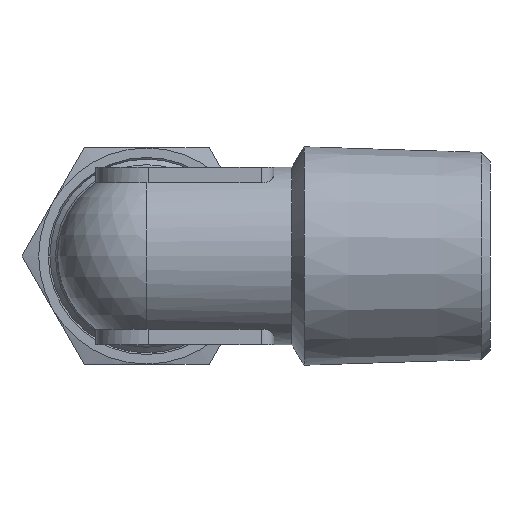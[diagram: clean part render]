
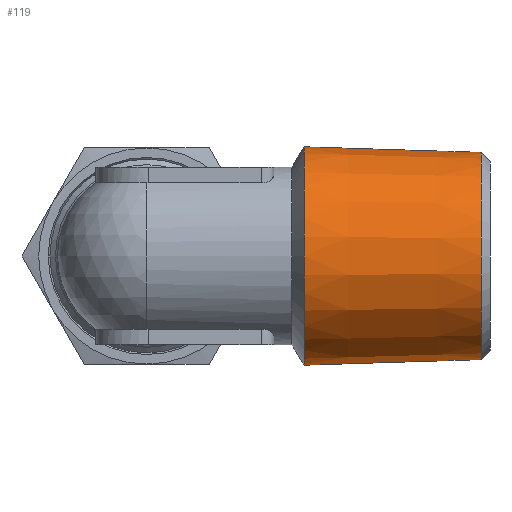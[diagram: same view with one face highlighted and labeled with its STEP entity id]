
A CAD part, left-side view. The second image highlights one B-rep face of the part: STEP entity #119.
In plain terms, the highlighted conical face has half-angle 1.788 degrees and reference radius 8.587 mm.
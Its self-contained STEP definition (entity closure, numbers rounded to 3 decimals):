
#119 = ADVANCED_FACE( '', ( #241, #242 ), #243, .T. );
#241 = FACE_BOUND( '', #394, .T. );
#242 = FACE_OUTER_BOUND( '', #395, .T. );
#243 = CONICAL_SURFACE( '', #396, 8.587, 0.031 );
#394 = EDGE_LOOP( '', ( #773 ) );
#395 = EDGE_LOOP( '', ( #774 ) );
#396 = AXIS2_PLACEMENT_3D( '', #775, #776, #777 );
#773 = ORIENTED_EDGE( '', *, *, #1084, .F. );
#774 = ORIENTED_EDGE( '', *, *, #1085, .T. );
#775 = CARTESIAN_POINT( '', ( 0., -12.39, 0. ) );
#776 = DIRECTION( '', ( 0., 1., 0. ) );
#777 = DIRECTION( '', ( 0., 0., 1. ) );
#1084 = EDGE_CURVE( '', #1325, #1325, #1326, .T. );
#1085 = EDGE_CURVE( '', #1327, #1327, #1328, .T. );
#1325 = VERTEX_POINT( '', #1845 );
#1326 = CIRCLE( '', #1846, 8.153 );
#1327 = VERTEX_POINT( '', #1847 );
#1328 = CIRCLE( '', #1848, 8.587 );
#1845 = CARTESIAN_POINT( '', ( 0., -26.302, -8.153 ) );
#1846 = AXIS2_PLACEMENT_3D( '', #2093, #2094, #2095 );
#1847 = CARTESIAN_POINT( '', ( 0., -12.39, -8.587 ) );
#1848 = AXIS2_PLACEMENT_3D( '', #2096, #2097, #2098 );
#2093 = CARTESIAN_POINT( '', ( 0., -26.302, 0. ) );
#2094 = DIRECTION( '', ( 0., -1., 0. ) );
#2095 = DIRECTION( '', ( 0., 0., -1. ) );
#2096 = CARTESIAN_POINT( '', ( 0., -12.39, 0. ) );
#2097 = DIRECTION( '', ( 0., -1., 0. ) );
#2098 = DIRECTION( '', ( 0., 0., -1. ) );
